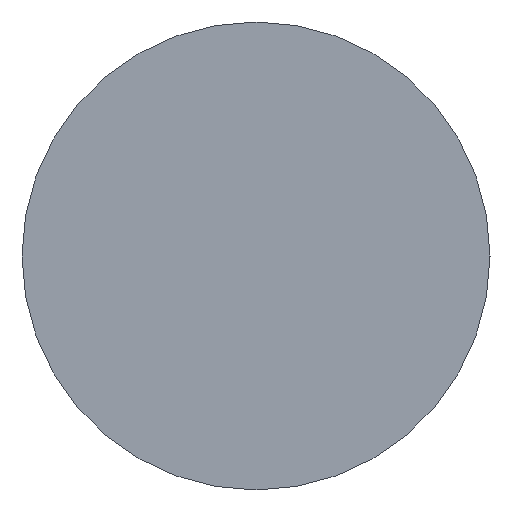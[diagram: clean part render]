
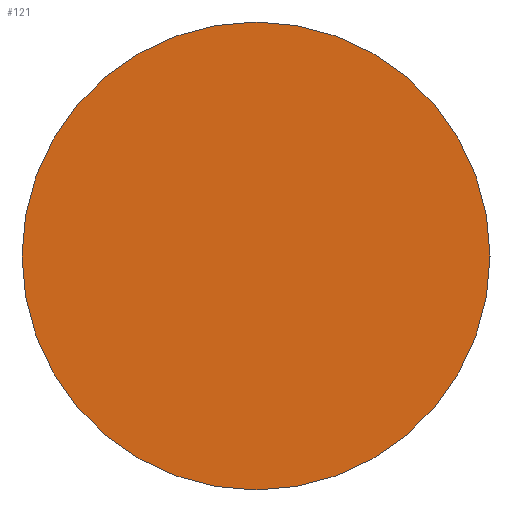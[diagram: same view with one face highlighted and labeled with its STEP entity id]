
A CAD part, left-side view. The second image highlights one B-rep face of the part: STEP entity #121.
In plain terms, the highlighted planar face has unit normal (-1, 0, 0).
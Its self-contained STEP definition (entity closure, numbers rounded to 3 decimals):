
#2 = CARTESIAN_POINT ( 'NONE',  ( 409.352, 90.2, 0. ) ) ;
#11 = VERTEX_POINT ( 'NONE', #124 ) ;
#13 = DIRECTION ( 'NONE',  ( -1., 0., 0. ) ) ;
#14 = ORIENTED_EDGE ( 'NONE', *, *, #138, .T. ) ;
#18 = ORIENTED_EDGE ( 'NONE', *, *, #77, .T. ) ;
#32 = DIRECTION ( 'NONE',  ( 0., 0., 1. ) ) ;
#49 = CARTESIAN_POINT ( 'NONE',  ( 409.352, 90.2, 0. ) ) ;
#61 = PLANE ( 'NONE',  #123 ) ;
#77 = EDGE_CURVE ( 'NONE', #176, #11, #79, .T. ) ;
#79 = CIRCLE ( 'NONE', #104, 12.5 ) ;
#85 = DIRECTION ( 'NONE',  ( 1., 0., 0. ) ) ;
#91 = CARTESIAN_POINT ( 'NONE',  ( 409.352, 90.2, 12.5 ) ) ;
#96 = EDGE_LOOP ( 'NONE', ( #18, #14 ) ) ;
#104 = AXIS2_PLACEMENT_3D ( 'NONE', #171, #13, #32 ) ;
#120 = CIRCLE ( 'NONE', #141, 12.5 ) ;
#121 = ADVANCED_FACE ( 'NONE', ( #162 ), #61, .F. ) ;
#123 = AXIS2_PLACEMENT_3D ( 'NONE', #2, #85, #159 ) ;
#124 = CARTESIAN_POINT ( 'NONE',  ( 409.352, 90.2, -12.5 ) ) ;
#131 = DIRECTION ( 'NONE',  ( -1., 0., 0. ) ) ;
#138 = EDGE_CURVE ( 'NONE', #11, #176, #120, .T. ) ;
#141 = AXIS2_PLACEMENT_3D ( 'NONE', #49, #131, #177 ) ;
#159 = DIRECTION ( 'NONE',  ( 0., 0., -1. ) ) ;
#162 = FACE_OUTER_BOUND ( 'NONE', #96, .T. ) ;
#171 = CARTESIAN_POINT ( 'NONE',  ( 409.352, 90.2, 0. ) ) ;
#176 = VERTEX_POINT ( 'NONE', #91 ) ;
#177 = DIRECTION ( 'NONE',  ( 0., 0., 1. ) ) ;
